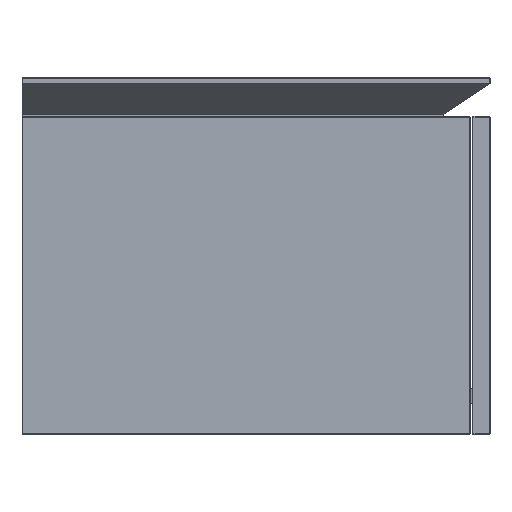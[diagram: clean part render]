
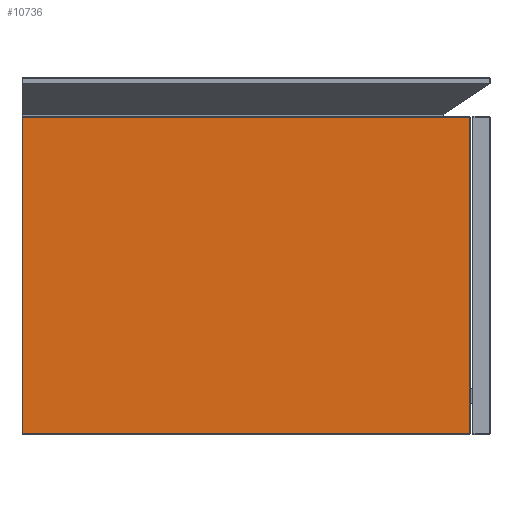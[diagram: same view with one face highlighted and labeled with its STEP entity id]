
A CAD part, left-side view. The second image highlights one B-rep face of the part: STEP entity #10736.
In plain terms, the highlighted planar face has unit normal (-1, 0, 0).
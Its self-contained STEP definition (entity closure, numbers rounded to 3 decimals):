
#10641=CARTESIAN_POINT('',(6068.655,7035.361,-5729.422));
#10642=VERTEX_POINT('',#10641);
#10649=CARTESIAN_POINT('',(6068.655,6557.161,-5729.422));
#10650=VERTEX_POINT('',#10649);
#10651=CARTESIAN_POINT('',(6068.655,7035.361,-5729.422));
#10652=DIRECTION('',(0.0,-1.0,0.0));
#10653=VECTOR('',#10652,478.2);
#10654=LINE('',#10651,#10653);
#10655=EDGE_CURVE('',#10642,#10650,#10654,.T.);
#10672=CARTESIAN_POINT('',(6068.655,6557.161,-6067.822));
#10673=VERTEX_POINT('',#10672);
#10674=CARTESIAN_POINT('',(6068.655,6557.161,-5729.422));
#10675=DIRECTION('',(0.0,0.0,-1.0));
#10676=VECTOR('',#10675,338.4);
#10677=LINE('',#10674,#10676);
#10678=EDGE_CURVE('',#10650,#10673,#10677,.T.);
#10713=CARTESIAN_POINT('',(6068.655,6796.261,-5729.421));
#10714=DIRECTION('',(-1.0,0.0,0.0));
#10715=DIRECTION('',(0.0,0.0,1.0));
#10716=AXIS2_PLACEMENT_3D('',#10713,#10714,#10715);
#10717=PLANE('',#10716);
#10718=ORIENTED_EDGE('',*,*,#10655,.F.);
#10719=CARTESIAN_POINT('',(6068.655,7035.361,-6067.822));
#10720=VERTEX_POINT('',#10719);
#10721=CARTESIAN_POINT('',(6068.655,7035.361,-6067.822));
#10722=DIRECTION('',(0.0,0.0,1.0));
#10723=VECTOR('',#10722,338.4);
#10724=LINE('',#10721,#10723);
#10725=EDGE_CURVE('',#10720,#10642,#10724,.T.);
#10726=ORIENTED_EDGE('',*,*,#10725,.F.);
#10727=CARTESIAN_POINT('',(6068.655,6557.161,-6067.822));
#10728=DIRECTION('',(0.0,1.0,0.0));
#10729=VECTOR('',#10728,478.2);
#10730=LINE('',#10727,#10729);
#10731=EDGE_CURVE('',#10673,#10720,#10730,.T.);
#10732=ORIENTED_EDGE('',*,*,#10731,.F.);
#10733=ORIENTED_EDGE('',*,*,#10678,.F.);
#10734=EDGE_LOOP('',(#10718,#10726,#10732,#10733));
#10735=FACE_OUTER_BOUND('',#10734,.T.);
#10736=ADVANCED_FACE('',(#10735),#10717,.T.);
